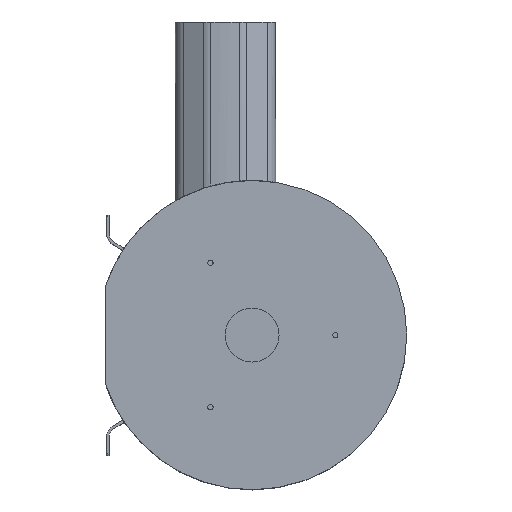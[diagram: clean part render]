
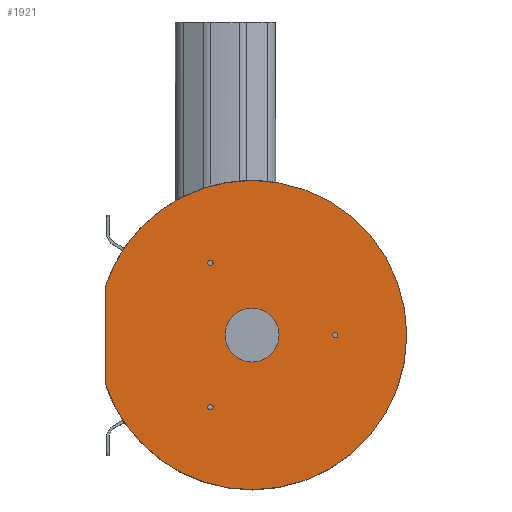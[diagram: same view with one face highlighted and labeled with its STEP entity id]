
A CAD part, top view. The second image highlights one B-rep face of the part: STEP entity #1921.
In plain terms, the highlighted planar face has unit normal (0, 0, 1).
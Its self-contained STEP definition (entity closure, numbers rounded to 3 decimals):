
#334=PLANE('',#12088);
#1921=ADVANCED_FACE('',(#3032,#3033,#3034,#3035,#3036),#334,.F.);
#3032=FACE_BOUND('',#3539,.T.);
#3033=FACE_BOUND('',#3540,.T.);
#3034=FACE_BOUND('',#3541,.T.);
#3035=FACE_BOUND('',#3542,.T.);
#3036=FACE_BOUND('',#3543,.T.);
#3539=EDGE_LOOP('',(#7139,#7140));
#3540=EDGE_LOOP('',(#7141,#7142));
#3541=EDGE_LOOP('',(#7143,#7144));
#3542=EDGE_LOOP('',(#7145,#7146));
#3543=EDGE_LOOP('',(#7147,#7148,#7149,#7150));
#4211=LINE('',#24437,#4757);
#4757=VECTOR('',#13853,1.);
#7139=ORIENTED_EDGE('',*,*,#10481,.F.);
#7140=ORIENTED_EDGE('',*,*,#9373,.F.);
#7141=ORIENTED_EDGE('',*,*,#10480,.F.);
#7142=ORIENTED_EDGE('',*,*,#9377,.F.);
#7143=ORIENTED_EDGE('',*,*,#10479,.F.);
#7144=ORIENTED_EDGE('',*,*,#9381,.F.);
#7145=ORIENTED_EDGE('',*,*,#10478,.F.);
#7146=ORIENTED_EDGE('',*,*,#9385,.F.);
#7147=ORIENTED_EDGE('',*,*,#10438,.T.);
#7148=ORIENTED_EDGE('',*,*,#9411,.T.);
#7149=ORIENTED_EDGE('',*,*,#9420,.T.);
#7150=ORIENTED_EDGE('',*,*,#10440,.T.);
#8345=VERTEX_POINT('',#14735);
#8346=VERTEX_POINT('',#14737);
#8349=VERTEX_POINT('',#14744);
#8350=VERTEX_POINT('',#14746);
#8353=VERTEX_POINT('',#14753);
#8354=VERTEX_POINT('',#14755);
#8357=VERTEX_POINT('',#14762);
#8358=VERTEX_POINT('',#14764);
#8383=VERTEX_POINT('',#14826);
#8384=VERTEX_POINT('',#14827);
#8391=VERTEX_POINT('',#14864);
#8998=VERTEX_POINT('',#24434);
#9373=EDGE_CURVE('',#8345,#8346,#11075,.T.);
#9377=EDGE_CURVE('',#8349,#8350,#11077,.T.);
#9381=EDGE_CURVE('',#8353,#8354,#11079,.T.);
#9385=EDGE_CURVE('',#8357,#8358,#11081,.T.);
#9411=EDGE_CURVE('',#8383,#8384,#11093,.T.);
#9420=EDGE_CURVE('',#8384,#8391,#11095,.T.);
#10438=EDGE_CURVE('',#8998,#8383,#11345,.T.);
#10440=EDGE_CURVE('',#8391,#8998,#4211,.T.);
#10478=EDGE_CURVE('',#8358,#8357,#11368,.T.);
#10479=EDGE_CURVE('',#8354,#8353,#11369,.T.);
#10480=EDGE_CURVE('',#8350,#8349,#11370,.T.);
#10481=EDGE_CURVE('',#8346,#8345,#11371,.T.);
#11075=CIRCLE('',#11491,2.5);
#11077=CIRCLE('',#11494,2.5);
#11079=CIRCLE('',#11497,2.5);
#11081=CIRCLE('',#11500,25.855);
#11093=CIRCLE('',#11519,148.2);
#11095=CIRCLE('',#11522,148.2);
#11345=CIRCLE('',#12028,148.2);
#11368=CIRCLE('',#12080,25.855);
#11369=CIRCLE('',#12082,2.5);
#11370=CIRCLE('',#12084,2.5);
#11371=CIRCLE('',#12086,2.5);
#11491=AXIS2_PLACEMENT_3D('',#14736,#12370,#12371);
#11494=AXIS2_PLACEMENT_3D('',#14745,#12378,#12379);
#11497=AXIS2_PLACEMENT_3D('',#14754,#12386,#12387);
#11500=AXIS2_PLACEMENT_3D('',#14763,#12394,#12395);
#11519=AXIS2_PLACEMENT_3D('',#14825,#12445,#12446);
#11522=AXIS2_PLACEMENT_3D('',#14863,#12454,#12455);
#12028=AXIS2_PLACEMENT_3D('',#24433,#13848,#13849);
#12080=AXIS2_PLACEMENT_3D('',#24523,#13966,#13967);
#12082=AXIS2_PLACEMENT_3D('',#24525,#13970,#13971);
#12084=AXIS2_PLACEMENT_3D('',#24527,#13974,#13975);
#12086=AXIS2_PLACEMENT_3D('',#24529,#13978,#13979);
#12088=AXIS2_PLACEMENT_3D('',#24531,#13982,#13983);
#12370=DIRECTION('',(0.,0.,1.));
#12371=DIRECTION('',(0.,-1.,0.));
#12378=DIRECTION('',(0.,0.,1.));
#12379=DIRECTION('',(0.,-1.,0.));
#12386=DIRECTION('',(0.,0.,1.));
#12387=DIRECTION('',(0.,-1.,0.));
#12394=DIRECTION('',(0.,0.,1.));
#12395=DIRECTION('',(0.,1.,0.));
#12445=DIRECTION('',(0.,0.,1.));
#12446=DIRECTION('',(0.,1.,0.));
#12454=DIRECTION('',(0.,0.,1.));
#12455=DIRECTION('',(0.,1.,0.));
#13848=DIRECTION('',(0.,0.,1.));
#13849=DIRECTION('',(0.,1.,0.));
#13853=DIRECTION('',(0.,-1.,0.));
#13966=DIRECTION('',(0.,0.,1.));
#13967=DIRECTION('',(0.,1.,0.));
#13970=DIRECTION('',(0.,0.,1.));
#13971=DIRECTION('',(0.,-1.,0.));
#13974=DIRECTION('',(0.,0.,1.));
#13975=DIRECTION('',(0.,-1.,0.));
#13978=DIRECTION('',(0.,0.,1.));
#13979=DIRECTION('',(0.,-1.,0.));
#13982=DIRECTION('',(0.,0.,-1.));
#13983=DIRECTION('',(0.,-1.,0.));
#14735=CARTESIAN_POINT('',(79.8,2.5,83.5));
#14736=CARTESIAN_POINT('',(79.8,0.,83.5));
#14737=CARTESIAN_POINT('',(79.8,-2.5,83.5));
#14744=CARTESIAN_POINT('',(-39.9,-66.609,83.5));
#14745=CARTESIAN_POINT('',(-39.9,-69.109,83.5));
#14746=CARTESIAN_POINT('',(-39.9,-71.609,83.5));
#14753=CARTESIAN_POINT('',(-39.9,71.609,83.5));
#14754=CARTESIAN_POINT('',(-39.9,69.109,83.5));
#14755=CARTESIAN_POINT('',(-39.9,66.609,83.5));
#14762=CARTESIAN_POINT('',(0.,-25.855,83.5));
#14763=CARTESIAN_POINT('',(0.,0.,83.5));
#14764=CARTESIAN_POINT('',(0.,25.855,83.5));
#14825=CARTESIAN_POINT('',(0.,0.,83.5));
#14826=CARTESIAN_POINT('',(0.,-148.2,83.5));
#14827=CARTESIAN_POINT('',(0.,148.2,83.5));
#14863=CARTESIAN_POINT('',(0.,0.,83.5));
#14864=CARTESIAN_POINT('',(-140.7,46.548,83.5));
#24433=CARTESIAN_POINT('',(0.,0.,83.5));
#24434=CARTESIAN_POINT('',(-140.7,-46.548,83.5));
#24437=CARTESIAN_POINT('',(-140.7,-46.548,83.5));
#24523=CARTESIAN_POINT('',(0.,0.,83.5));
#24525=CARTESIAN_POINT('',(-39.9,69.109,83.5));
#24527=CARTESIAN_POINT('',(-39.9,-69.109,83.5));
#24529=CARTESIAN_POINT('',(79.8,0.,83.5));
#24531=CARTESIAN_POINT('',(0.,0.,83.5));
